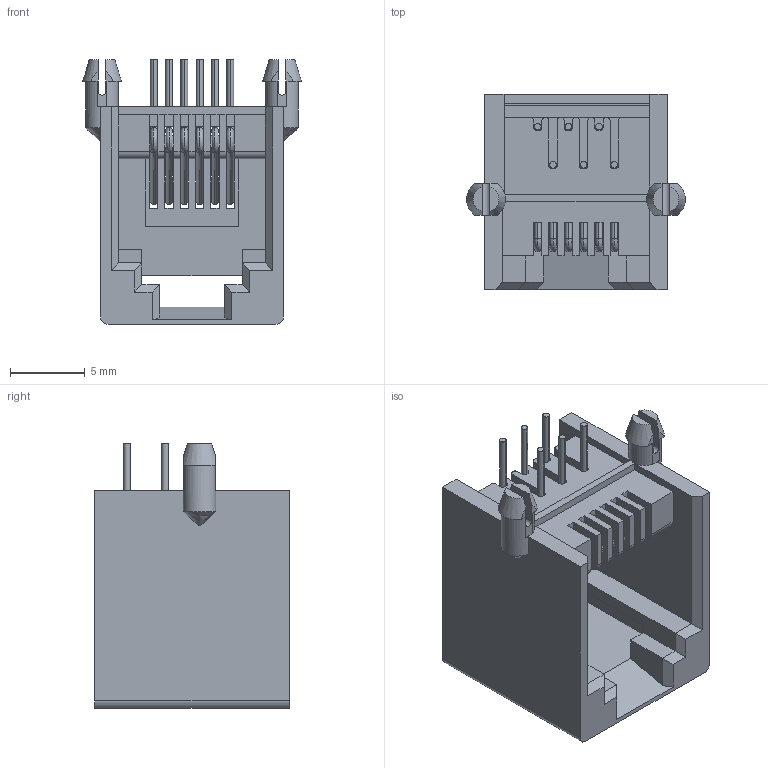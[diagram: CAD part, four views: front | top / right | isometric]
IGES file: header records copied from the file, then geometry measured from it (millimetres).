
Start section:  PTC IGES file: DGKYD55211166IWA1DY1017.igs
Global section: file name: DGKYD55211166IWA1DY1017.igs; native system: Creo Parametric by PTC Inc.; preprocessor: 2018400; author: Administrator; organization: Unknown; date: 20210910.150520; units: millimetre
Bounding box: 14.6 x 13 x 17.65 mm (x, y, z)
Volume: 1020.9 mm3; surface area: 2053 mm2
Topology: 1 solids, 1 shells, 273 faces, 822 edges, 532 vertices
Faces by surface type: bspline 162, revolution 111
